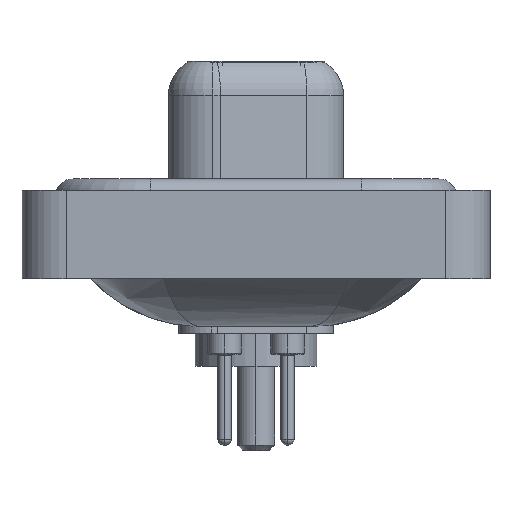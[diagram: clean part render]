
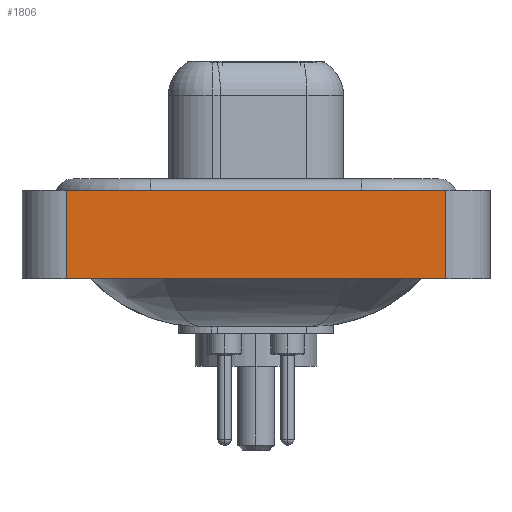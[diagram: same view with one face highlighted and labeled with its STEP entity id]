
A CAD part, left-side view. The second image highlights one B-rep face of the part: STEP entity #1806.
In plain terms, the highlighted planar face has unit normal (-1, 0, 0).
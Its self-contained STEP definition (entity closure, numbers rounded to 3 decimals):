
#7 = CARTESIAN_POINT ( 'NONE',  ( -7.3, -8.55, -3.6 ) ) ;
#214 = CARTESIAN_POINT ( 'NONE',  ( -7.3, -8.55, -3.6 ) ) ;
#341 = PLANE ( 'NONE',  #14259 ) ;
#756 = ORIENTED_EDGE ( 'NONE', *, *, #12796, .T. ) ;
#1510 = EDGE_LOOP ( 'NONE', ( #756, #15352, #11774, #8289 ) ) ;
#1806 = ADVANCED_FACE ( 'NONE', ( #14192 ), #341, .T. ) ;
#2472 = DIRECTION ( 'NONE',  ( 0., 0., 1. ) ) ;
#3394 = DIRECTION ( 'NONE',  ( 0., -1., 0. ) ) ;
#3894 = VERTEX_POINT ( 'NONE', #7342 ) ;
#4601 = VERTEX_POINT ( 'NONE', #4786 ) ;
#4773 = DIRECTION ( 'NONE',  ( 0., -1., 0. ) ) ;
#4786 = CARTESIAN_POINT ( 'NONE',  ( -7.3, -8.55, 0.4 ) ) ;
#5616 = CARTESIAN_POINT ( 'NONE',  ( -7.3, 8.55, -3.6 ) ) ;
#7342 = CARTESIAN_POINT ( 'NONE',  ( -7.3, -8.55, -3.6 ) ) ;
#8146 = CARTESIAN_POINT ( 'NONE',  ( -7.3, 8.55, -3.6 ) ) ;
#8289 = ORIENTED_EDGE ( 'NONE', *, *, #18824, .T. ) ;
#10165 = CARTESIAN_POINT ( 'NONE',  ( -7.3, 8.55, 0.4 ) ) ;
#10556 = VECTOR ( 'NONE', #4773, 1000. ) ;
#11774 = ORIENTED_EDGE ( 'NONE', *, *, #13920, .F. ) ;
#12796 = EDGE_CURVE ( 'NONE', #3894, #4601, #15449, .T. ) ;
#13756 = DIRECTION ( 'NONE',  ( 0., 0., 1. ) ) ;
#13920 = EDGE_CURVE ( 'NONE', #19440, #22088, #21600, .T. ) ;
#14192 = FACE_OUTER_BOUND ( 'NONE', #1510, .T. ) ;
#14259 = AXIS2_PLACEMENT_3D ( 'NONE', #17955, #19207, #2472 ) ;
#14394 = EDGE_CURVE ( 'NONE', #22088, #4601, #20386, .T. ) ;
#15352 = ORIENTED_EDGE ( 'NONE', *, *, #14394, .F. ) ;
#15449 = LINE ( 'NONE', #214, #17682 ) ;
#15469 = LINE ( 'NONE', #7, #21353 ) ;
#16386 = DIRECTION ( 'NONE',  ( 0., 0., 1. ) ) ;
#17682 = VECTOR ( 'NONE', #13756, 1000. ) ;
#17955 = CARTESIAN_POINT ( 'NONE',  ( -7.3, -8.55, -3.6 ) ) ;
#18805 = CARTESIAN_POINT ( 'NONE',  ( -7.3, -8.55, 0.4 ) ) ;
#18824 = EDGE_CURVE ( 'NONE', #19440, #3894, #15469, .T. ) ;
#19207 = DIRECTION ( 'NONE',  ( -1., 0., 0. ) ) ;
#19440 = VERTEX_POINT ( 'NONE', #5616 ) ;
#20386 = LINE ( 'NONE', #18805, #10556 ) ;
#21353 = VECTOR ( 'NONE', #3394, 1000. ) ;
#21600 = LINE ( 'NONE', #8146, #22093 ) ;
#22088 = VERTEX_POINT ( 'NONE', #10165 ) ;
#22093 = VECTOR ( 'NONE', #16386, 1000. ) ;
